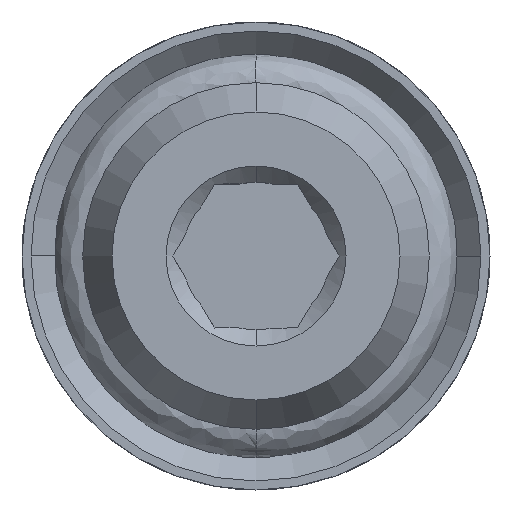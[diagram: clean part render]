
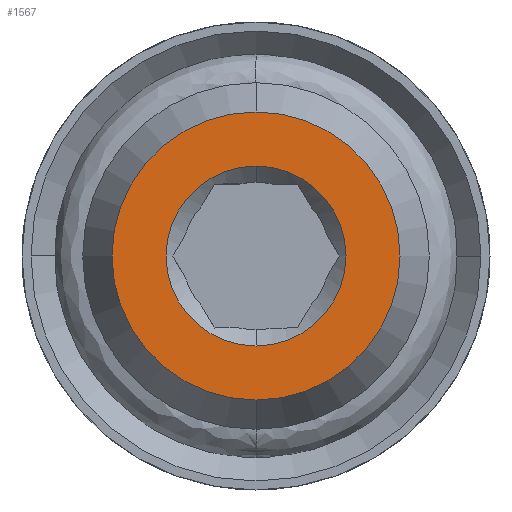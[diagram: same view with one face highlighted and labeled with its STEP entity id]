
A CAD part, front view. The second image highlights one B-rep face of the part: STEP entity #1567.
In plain terms, the highlighted planar face has unit normal (0, -1, 0).
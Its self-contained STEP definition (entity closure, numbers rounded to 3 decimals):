
#9 = AXIS2_PLACEMENT_3D ( 'NONE', #2925, #971, #2364 ) ;
#15 = VERTEX_POINT ( 'NONE', #2614 ) ;
#39 = AXIS2_PLACEMENT_3D ( 'NONE', #486, #1038, #3193 ) ;
#105 = EDGE_CURVE ( 'NONE', #15, #2900, #2284, .T. ) ;
#152 = ORIENTED_EDGE ( 'NONE', *, *, #105, .T. ) ;
#181 = DIRECTION ( 'NONE',  ( 0., -1., 0. ) ) ;
#314 = CARTESIAN_POINT ( 'NONE',  ( 0., 0., 4. ) ) ;
#486 = CARTESIAN_POINT ( 'NONE',  ( 0., 0., 0. ) ) ;
#603 = CIRCLE ( 'NONE', #39, 4. ) ;
#605 = DIRECTION ( 'NONE',  ( 0., -1., 0. ) ) ;
#916 = DIRECTION ( 'NONE',  ( 0., 0., 1. ) ) ;
#971 = DIRECTION ( 'NONE',  ( 0., 1., 0. ) ) ;
#1006 = PLANE ( 'NONE',  #2946 ) ;
#1007 = CARTESIAN_POINT ( 'NONE',  ( 0., 0., 0. ) ) ;
#1038 = DIRECTION ( 'NONE',  ( 0., -1., 0. ) ) ;
#1100 = AXIS2_PLACEMENT_3D ( 'NONE', #1007, #2688, #2970 ) ;
#1103 = ORIENTED_EDGE ( 'NONE', *, *, #2306, .T. ) ;
#1164 = EDGE_CURVE ( 'NONE', #3266, #2173, #603, .T. ) ;
#1180 = CARTESIAN_POINT ( 'NONE',  ( 0., 0., 0. ) ) ;
#1283 = FACE_OUTER_BOUND ( 'NONE', #1701, .T. ) ;
#1332 = CARTESIAN_POINT ( 'NONE',  ( 0., 0., -4. ) ) ;
#1567 = ADVANCED_FACE ( 'NONE', ( #2102, #1283 ), #1006, .T. ) ;
#1701 = EDGE_LOOP ( 'NONE', ( #1103, #1766 ) ) ;
#1766 = ORIENTED_EDGE ( 'NONE', *, *, #1164, .T. ) ;
#1816 = CARTESIAN_POINT ( 'NONE',  ( -4.048, 0., 4.048 ) ) ;
#1954 = EDGE_CURVE ( 'NONE', #2900, #15, #3482, .T. ) ;
#2102 = FACE_BOUND ( 'NONE', #2131, .T. ) ;
#2122 = DIRECTION ( 'NONE',  ( 0., 0., -1. ) ) ;
#2131 = EDGE_LOOP ( 'NONE', ( #152, #2527 ) ) ;
#2173 = VERTEX_POINT ( 'NONE', #314 ) ;
#2284 = CIRCLE ( 'NONE', #1100, 2.5 ) ;
#2306 = EDGE_CURVE ( 'NONE', #2173, #3266, #2915, .T. ) ;
#2364 = DIRECTION ( 'NONE',  ( 0., 0., -1. ) ) ;
#2527 = ORIENTED_EDGE ( 'NONE', *, *, #1954, .T. ) ;
#2614 = CARTESIAN_POINT ( 'NONE',  ( 0., 0., -2.5 ) ) ;
#2673 = AXIS2_PLACEMENT_3D ( 'NONE', #1180, #605, #916 ) ;
#2688 = DIRECTION ( 'NONE',  ( 0., 1., 0. ) ) ;
#2900 = VERTEX_POINT ( 'NONE', #3478 ) ;
#2915 = CIRCLE ( 'NONE', #2673, 4. ) ;
#2925 = CARTESIAN_POINT ( 'NONE',  ( 0., 0., 0. ) ) ;
#2946 = AXIS2_PLACEMENT_3D ( 'NONE', #1816, #181, #2122 ) ;
#2970 = DIRECTION ( 'NONE',  ( 0., 0., -1. ) ) ;
#3193 = DIRECTION ( 'NONE',  ( 0., 0., 1. ) ) ;
#3266 = VERTEX_POINT ( 'NONE', #1332 ) ;
#3478 = CARTESIAN_POINT ( 'NONE',  ( 0., 0., 2.5 ) ) ;
#3482 = CIRCLE ( 'NONE', #9, 2.5 ) ;
